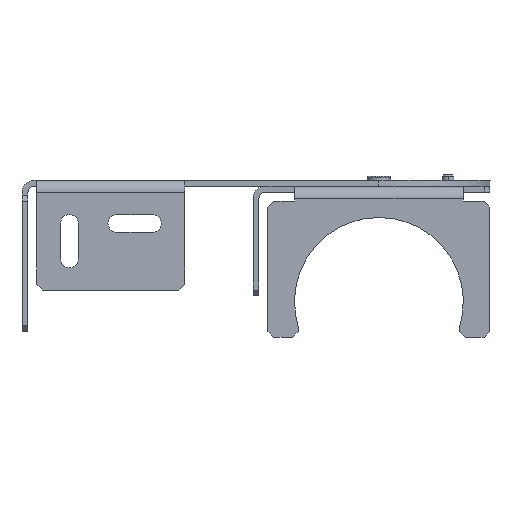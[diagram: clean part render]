
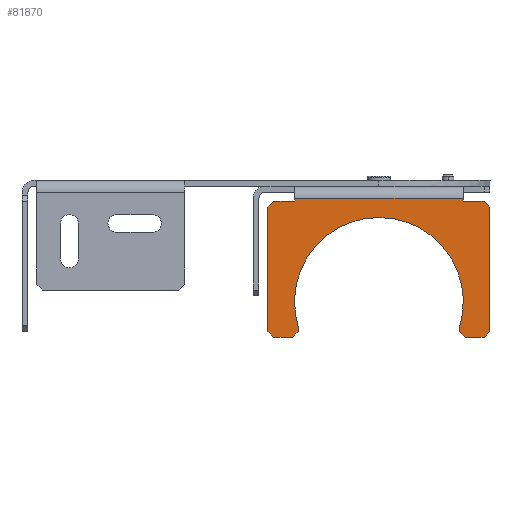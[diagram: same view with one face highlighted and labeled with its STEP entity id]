
A CAD part, left-side view. The second image highlights one B-rep face of the part: STEP entity #81870.
In plain terms, the highlighted face is planar.
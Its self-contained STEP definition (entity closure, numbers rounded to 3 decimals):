
#50430=CARTESIAN_POINT('',(141.35,0.,0.));
#50440=DIRECTION('',(0.,0.,1.));
#50450=VECTOR('',#50440,1.);
#50460=LINE('',#50430,#50450);
#50470=CARTESIAN_POINT('',(141.35,0.,
13.559));
#50480=VERTEX_POINT('410267-1221458142-19bbdf5796-0 254182',#50470);
#50490=CARTESIAN_POINT('',(141.35,0.,15.05)
);
#50500=VERTEX_POINT('045367-1233647178-19bbdf5796-0 237490',#50490);
#50510=EDGE_CURVE('045367-1233647178-19bbdf5796-0 237471',#50480,#50500,
#50460,.T.);
#75360=CARTESIAN_POINT('',(0.,0.,-126.3));
#75370=DIRECTION('',(0.707,0.,
0.707));
#75380=VECTOR('',#75370,1.);
#75390=LINE('',#75360,#75380);
#75400=CARTESIAN_POINT('',(143.35,0.,17.05));
#75410=VERTEX_POINT('954871-1500623161-5065f32f055a-0 2107412',#75400);
#75420=EDGE_CURVE('045367-1233647178-19bbdf5796-0 248206',#50500,#75410,
#75390,.T.);
#76130=CARTESIAN_POINT('',(0.,0.,17.05));
#76140=DIRECTION('',(1.,0.,0.));
#76150=VECTOR('',#76140,1.);
#76160=LINE('',#76130,#76150);
#76170=CARTESIAN_POINT('',(78.65,0.,
17.05));
#76180=VERTEX_POINT('045367-1233647178-19bbdf5796-0 266734',#76170);
#76190=CARTESIAN_POINT('',(84.95,0.,
17.05));
#76200=VERTEX_POINT('045367-1233647178-19bbdf5796-0 274674',#76190);
#76210=EDGE_CURVE('045367-1233647178-19bbdf5796-0 274656',#76180,#76200,
#76160,.T.);
#76600=CARTESIAN_POINT('',(142.65,0.,-29.95));
#76610=VERTEX_POINT('655910-1225349706-19bbdf5796-0 2369793',#76600);
#76640=CARTESIAN_POINT('',(142.65,0.,-41.451
));
#76650=DIRECTION('',(0.,0.,1.));
#76660=VECTOR('',#76650,1.);
#76670=LINE('',#76640,#76660);
#76680=CARTESIAN_POINT('',(142.65,0.,
-28.95));
#76690=VERTEX_POINT('410267-1221458142-19bbdf5796-0 254877',#76680);
#76700=EDGE_CURVE('410267-1221458142-19bbdf5796-0 255453',#76610,#76690,
#76670,.T.);
#77810=CARTESIAN_POINT('',(85.65,0.,
-28.95));
#77820=VERTEX_POINT('410267-1221458142-19bbdf5796-0 254909',#77810);
#77850=CARTESIAN_POINT('',(85.65,0.,
-23.611));
#77860=DIRECTION('',(0.,0.,-1.));
#77870=VECTOR('',#77860,1.);
#77880=LINE('',#77850,#77870);
#77890=CARTESIAN_POINT('',(85.65,0.,-29.95
));
#77900=VERTEX_POINT('655910-1225349706-19bbdf5796-0 2369812',#77890);
#77910=EDGE_CURVE('410267-1221458142-19bbdf5796-0 263597',#77820,#77900,
#77880,.T.);
#79330=CARTESIAN_POINT('',(0.,0.,-28.95));
#79340=DIRECTION('',(-1.,0.,0.));
#79350=VECTOR('',#79340,1.);
#79360=LINE('',#79330,#79350);
#79370=CARTESIAN_POINT('',(78.65,0.,
-28.95));
#79380=VERTEX_POINT('045367-1233647178-19bbdf5796-0 388039',#79370);
#79390=EDGE_CURVE('045367-1233647178-19bbdf5796-0 388015',#77820,#79380,
#79360,.T.);
#79540=CARTESIAN_POINT('',(0.,0.,-28.95));
#79550=DIRECTION('',(-1.,0.,0.));
#79560=VECTOR('',#79550,1.);
#79570=LINE('',#79540,#79560);
#79580=CARTESIAN_POINT('',(149.65,0.,
-28.95));
#79590=VERTEX_POINT('045367-1233647178-19bbdf5796-0 417246',#79580);
#79600=EDGE_CURVE('410267-1221458142-19bbdf5796-0 255354',#79590,#76690,
#79570,.T.);
#80070=CARTESIAN_POINT('',(149.65,0.,17.05
));
#80080=VERTEX_POINT('045367-1233647178-19bbdf5796-0 218926',#80070);
#80110=CARTESIAN_POINT('',(0.,0.,17.05));
#80120=DIRECTION('',(1.,0.,0.));
#80130=VECTOR('',#80120,1.);
#80140=LINE('',#80110,#80130);
#80150=EDGE_CURVE('045367-1233647178-19bbdf5796-0 218908',#75410,#80080,
#80140,.T.);
#80260=CARTESIAN_POINT('',(151.65,0.,0.));
#80270=DIRECTION('',(0.,0.,-1.));
#80280=VECTOR('',#80270,1.);
#80290=LINE('',#80260,#80280);
#80300=CARTESIAN_POINT('',(151.65,0.,15.05
));
#80310=VERTEX_POINT('045367-1233647178-19bbdf5796-0 229539',#80300);
#80320=CARTESIAN_POINT('',(151.65,0.,
-26.95));
#80330=VERTEX_POINT('045367-1233647178-19bbdf5796-0 406607',#80320);
#80340=EDGE_CURVE('045367-1233647178-19bbdf5796-0 406584',#80310,#80330,
#80290,.T.);
#80620=CARTESIAN_POINT('',(86.95,0.,
13.559));
#80630=VERTEX_POINT('410267-1221458142-19bbdf5796-0 254125',#80620);
#80660=CARTESIAN_POINT('',(86.95,0.,0.));
#80670=DIRECTION('',(0.,0.,-1.));
#80680=VECTOR('',#80670,1.);
#80690=LINE('',#80660,#80680);
#80700=CARTESIAN_POINT('',(86.95,0.,
15.05));
#80710=VERTEX_POINT('954871-1500623161-5065f32f055a-0 2125136',#80700);
#80720=EDGE_CURVE('410267-1221458142-19bbdf5796-0 254126',#80710,#80630,
#80690,.T.);
#80910=CARTESIAN_POINT('',(114.15,0.,5.05
));
#80920=DIRECTION('',(0.,1.,0.));
#80930=DIRECTION('',(-1.,0.,0.));
#80940=AXIS2_PLACEMENT_3D('',#80910,#80920,#80930);
#80950=CIRCLE('',#80940,28.5);
#80960=EDGE_CURVE('410267-1221458142-19bbdf5796-0 254579',#50480,#80630,
#80950,.T.);
#81110=CARTESIAN_POINT('',(76.65,0.,
15.05));
#81120=VERTEX_POINT('045367-1233647178-19bbdf5796-0 256154',#81110);
#81150=CARTESIAN_POINT('',(76.65,0.,0.));
#81160=DIRECTION('',(0.,0.,1.));
#81170=VECTOR('',#81160,1.);
#81180=LINE('',#81150,#81170);
#81190=CARTESIAN_POINT('',(76.65,0.,
-26.95));
#81200=VERTEX_POINT('045367-1233647178-19bbdf5796-0 398682',#81190);
#81210=EDGE_CURVE('045367-1233647178-19bbdf5796-0 256132',#81200,#81120,
#81180,.T.);
#81320=CARTESIAN_POINT('',(157.941,0.,
-76.031));
#81330=DIRECTION('',(0.,-1.,0.));
#81340=DIRECTION('',(0.,0.,-1.));
#81350=AXIS2_PLACEMENT_3D('',#81320,#81330,#81340);
#81360=PLANE('',#81350);
#81370=CARTESIAN_POINT('',(178.6,0.,0.));
#81380=DIRECTION('',(-0.707,0.,
-0.707));
#81390=VECTOR('',#81380,1.);
#81400=LINE('',#81370,#81390);
#81410=EDGE_CURVE('045367-1233647178-19bbdf5796-0 417247',#80330,#79590,
#81400,.T.);
#81420=ORIENTED_EDGE('',*,*,#81410,.F.);
#81430=ORIENTED_EDGE('',*,*,#79600,.F.);
#81440=ORIENTED_EDGE('',*,*,#76700,.T.);
#81450=CARTESIAN_POINT('',(0.,0.,
-29.95));
#81460=DIRECTION('',(-1.,0.,0.));
#81470=VECTOR('',#81460,1.);
#81480=LINE('',#81450,#81470);
#81490=EDGE_CURVE('410267-1221458142-19bbdf5796-0 262501',#76610,#77900,
#81480,.T.);
#81500=ORIENTED_EDGE('',*,*,#81490,.F.);
#81510=ORIENTED_EDGE('',*,*,#77910,.T.);
#81520=ORIENTED_EDGE('',*,*,#79390,.F.);
#81530=CARTESIAN_POINT('',(0.,0.,49.7));
#81540=DIRECTION('',(-0.707,0.,
0.707));
#81550=VECTOR('',#81540,1.);
#81560=LINE('',#81530,#81550);
#81570=EDGE_CURVE('045367-1233647178-19bbdf5796-0 398683',#79380,#81200,
#81560,.T.);
#81580=ORIENTED_EDGE('',*,*,#81570,.F.);
#81590=ORIENTED_EDGE('',*,*,#81210,.F.);
#81600=CARTESIAN_POINT('',(0.,0.,-61.6));
#81610=DIRECTION('',(0.707,0.,
0.707));
#81620=VECTOR('',#81610,1.);
#81630=LINE('',#81600,#81620);
#81640=EDGE_CURVE('045367-1233647178-19bbdf5796-0 266735',#81120,#76180,
#81630,.T.);
#81650=ORIENTED_EDGE('',*,*,#81640,.F.);
#81660=ORIENTED_EDGE('',*,*,#76210,.F.);
#81670=CARTESIAN_POINT('',(102.,0.,0.));
#81680=DIRECTION('',(0.707,0.,
-0.707));
#81690=VECTOR('',#81680,1.);
#81700=LINE('',#81670,#81690);
#81710=EDGE_CURVE('045367-1233647178-19bbdf5796-0 285300',#76200,#80710,
#81700,.T.);
#81720=ORIENTED_EDGE('',*,*,#81710,.F.);
#81730=ORIENTED_EDGE('',*,*,#80720,.F.);
#81740=ORIENTED_EDGE('',*,*,#80960,.T.);
#81750=ORIENTED_EDGE('',*,*,#50510,.F.);
#81760=ORIENTED_EDGE('',*,*,#75420,.F.);
#81770=ORIENTED_EDGE('',*,*,#80150,.F.);
#81780=CARTESIAN_POINT('',(166.7,0.,0.));
#81790=DIRECTION('',(0.707,0.,
-0.707));
#81800=VECTOR('',#81790,1.);
#81810=LINE('',#81780,#81800);
#81820=EDGE_CURVE('045367-1233647178-19bbdf5796-0 229540',#80080,#80310,
#81810,.T.);
#81830=ORIENTED_EDGE('',*,*,#81820,.F.);
#81840=ORIENTED_EDGE('',*,*,#80340,.F.);
#81850=EDGE_LOOP('',(#81840,#81830,#81770,#81760,#81750,#81740,#81730,
#81720,#81660,#81650,#81590,#81580,#81520,#81510,#81500,#81440,#81430,
#81420));
#81860=FACE_OUTER_BOUND('',#81850,.T.);
#81870=ADVANCED_FACE('410267-1221458142-19bbdf5796-0 263608',(#81860),
#81360,.T.);
